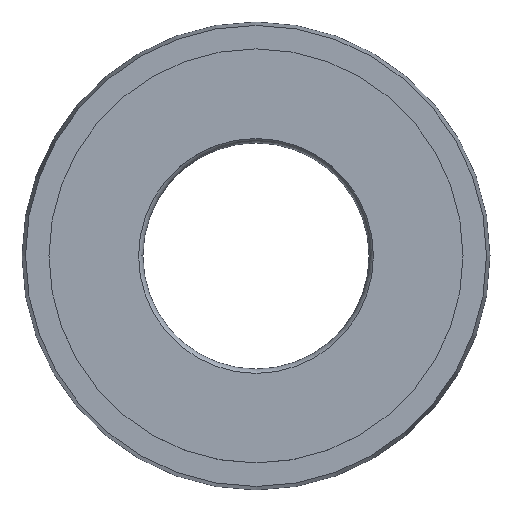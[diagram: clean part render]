
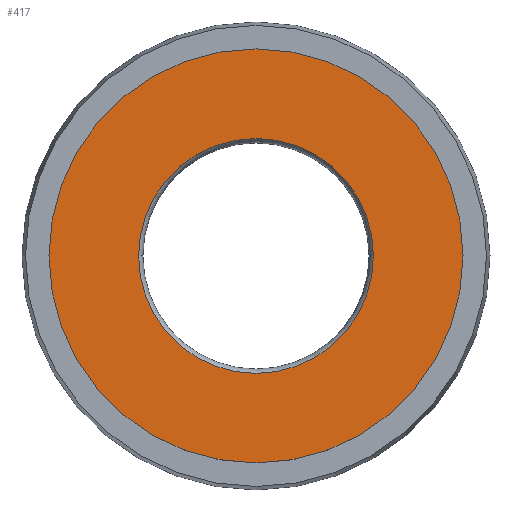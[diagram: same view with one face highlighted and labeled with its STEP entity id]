
A CAD part, top view. The second image highlights one B-rep face of the part: STEP entity #417.
In plain terms, the highlighted planar face has unit normal (0, 0, 1).
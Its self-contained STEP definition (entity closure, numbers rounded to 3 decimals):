
#2 = FACE_OUTER_BOUND ( 'NONE', #156, .T. ) ;
#13 = CARTESIAN_POINT ( 'NONE',  ( 0., 0., 0. ) ) ;
#14 = ORIENTED_EDGE ( 'NONE', *, *, #42, .F. ) ;
#42 = EDGE_CURVE ( 'NONE', #432, #411, #402, .T. ) ;
#52 = DIRECTION ( 'NONE',  ( 1., 0., 0. ) ) ;
#54 = CARTESIAN_POINT ( 'NONE',  ( 0., 0., 0. ) ) ;
#64 = DIRECTION ( 'NONE',  ( 1., 0., 0. ) ) ;
#99 = CARTESIAN_POINT ( 'NONE',  ( 0., 0., 0. ) ) ;
#101 = CIRCLE ( 'NONE', #524, 6.75 ) ;
#143 = VERTEX_POINT ( 'NONE', #320 ) ;
#144 = ORIENTED_EDGE ( 'NONE', *, *, #525, .F. ) ;
#146 = CARTESIAN_POINT ( 'NONE',  ( 0., 0., 0. ) ) ;
#150 = PLANE ( 'NONE',  #533 ) ;
#155 = CARTESIAN_POINT ( 'NONE',  ( 0., 0., 0. ) ) ;
#156 = EDGE_LOOP ( 'NONE', ( #427, #419 ) ) ;
#203 = CARTESIAN_POINT ( 'NONE',  ( -6.75, 0., 0. ) ) ;
#244 = CARTESIAN_POINT ( 'NONE',  ( 6.75, 0., 0. ) ) ;
#304 = DIRECTION ( 'NONE',  ( 0., 0., 1. ) ) ;
#313 = DIRECTION ( 'NONE',  ( 0., 0., 1. ) ) ;
#315 = AXIS2_PLACEMENT_3D ( 'NONE', #54, #313, #64 ) ;
#318 = FACE_BOUND ( 'NONE', #407, .T. ) ;
#320 = CARTESIAN_POINT ( 'NONE',  ( 11.9, 0., 0. ) ) ;
#355 = DIRECTION ( 'NONE',  ( 0., 0., 1. ) ) ;
#360 = DIRECTION ( 'NONE',  ( 0., 0., 1. ) ) ;
#375 = EDGE_CURVE ( 'NONE', #440, #143, #446, .T. ) ;
#402 = CIRCLE ( 'NONE', #540, 6.75 ) ;
#407 = EDGE_LOOP ( 'NONE', ( #144, #14 ) ) ;
#411 = VERTEX_POINT ( 'NONE', #244 ) ;
#413 = DIRECTION ( 'NONE',  ( 1., 0., 0. ) ) ;
#417 = ADVANCED_FACE ( 'NONE', ( #318, #2 ), #150, .F. ) ;
#419 = ORIENTED_EDGE ( 'NONE', *, *, #375, .T. ) ;
#427 = ORIENTED_EDGE ( 'NONE', *, *, #501, .T. ) ;
#432 = VERTEX_POINT ( 'NONE', #203 ) ;
#440 = VERTEX_POINT ( 'NONE', #553 ) ;
#446 = CIRCLE ( 'NONE', #511, 11.9 ) ;
#501 = EDGE_CURVE ( 'NONE', #143, #440, #566, .T. ) ;
#511 = AXIS2_PLACEMENT_3D ( 'NONE', #146, #355, #52 ) ;
#524 = AXIS2_PLACEMENT_3D ( 'NONE', #155, #304, #556 ) ;
#525 = EDGE_CURVE ( 'NONE', #411, #432, #101, .T. ) ;
#533 = AXIS2_PLACEMENT_3D ( 'NONE', #99, #599, #642 ) ;
#540 = AXIS2_PLACEMENT_3D ( 'NONE', #13, #360, #413 ) ;
#553 = CARTESIAN_POINT ( 'NONE',  ( -11.9, 0., 0. ) ) ;
#556 = DIRECTION ( 'NONE',  ( 1., 0., 0. ) ) ;
#566 = CIRCLE ( 'NONE', #315, 11.9 ) ;
#599 = DIRECTION ( 'NONE',  ( 0., 0., -1. ) ) ;
#642 = DIRECTION ( 'NONE',  ( -1., 0., 0. ) ) ;
